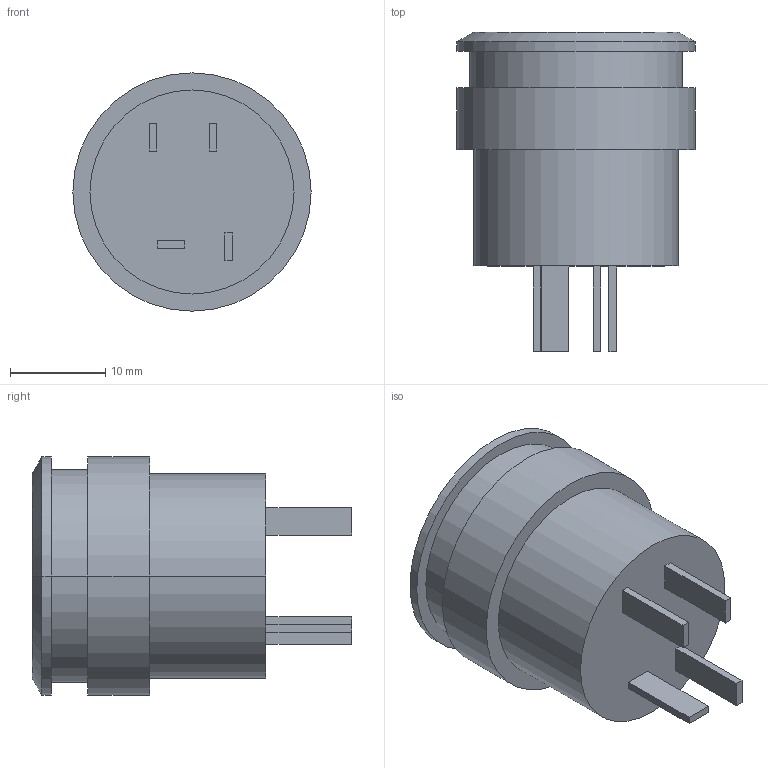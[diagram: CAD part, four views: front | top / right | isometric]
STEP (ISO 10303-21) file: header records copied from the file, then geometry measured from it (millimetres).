
FILE_DESCRIPTION (( 'STEP AP214' ), '1' );
FILE_NAME ('33467~0.STEP', '2018-03-12T05:46:07', ( '' ), ( '' ), 'SwSTEP 2.0', 'SolidWorks 2016', '' );
FILE_SCHEMA (( 'AUTOMOTIVE_DESIGN' ));
Length unit declared in the file: millimetre
Products named in the file (1): 33467~0
Bounding box: 25 x 33.5 x 25 mm (x, y, z)
Volume: 10061.9 mm3; surface area: 3140.2 mm2
Topology: 1 solids, 1 shells, 35 faces, 76 edges, 50 vertices
Faces by surface type: plane 25, cylinder 8, cone 2
Entity records: 1228 total; most frequent: DIRECTION 166, CARTESIAN_POINT 162, ORIENTED_EDGE 152, EDGE_CURVE 76, VECTOR 58, LINE 58, AXIS2_PLACEMENT_3D 54, VERTEX_POINT 50
